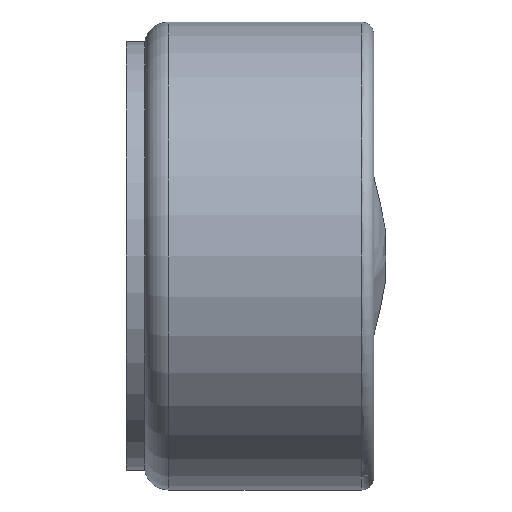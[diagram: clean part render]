
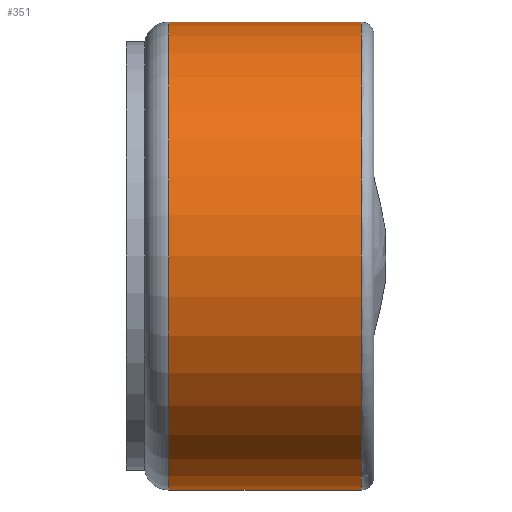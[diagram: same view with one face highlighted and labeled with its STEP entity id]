
A CAD part, left-side view. The second image highlights one B-rep face of the part: STEP entity #351.
In plain terms, the highlighted cylindrical face has radius 4.85 mm (diameter 9.7 mm), a partial arc.
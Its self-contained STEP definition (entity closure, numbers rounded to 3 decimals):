
#156 = EDGE_CURVE ( 'NONE', #202, #167, #1061, .T. ) ;
#167 = VERTEX_POINT ( 'NONE', #1095 ) ;
#170 = VERTEX_POINT ( 'NONE', #1089 ) ;
#187 = EDGE_CURVE ( 'NONE', #203, #170, #1166, .T. ) ;
#202 = VERTEX_POINT ( 'NONE', #1181 ) ;
#203 = VERTEX_POINT ( 'NONE', #1180 ) ;
#351 = ADVANCED_FACE ( 'NONE', ( #1474 ), #1520, .T. ) ;
#352 = ORIENTED_EDGE ( 'NONE', *, *, #187, .F. ) ;
#371 = ORIENTED_EDGE ( 'NONE', *, *, #372, .T. ) ;
#372 = EDGE_CURVE ( 'NONE', #203, #202, #1534, .T. ) ;
#373 = ORIENTED_EDGE ( 'NONE', *, *, #156, .T. ) ;
#374 = ORIENTED_EDGE ( 'NONE', *, *, #375, .T. ) ;
#375 = EDGE_CURVE ( 'NONE', #167, #170, #1528, .T. ) ;
#418 = EDGE_LOOP ( 'NONE', ( #352, #371, #373, #374 ) ) ;
#1058 = DIRECTION ( 'NONE',  ( 0., -1., 0. ) ) ;
#1059 = VECTOR ( 'NONE', #1058, 1000. ) ;
#1060 = CARTESIAN_POINT ( 'NONE',  ( 0., 5., -4.85 ) ) ;
#1061 = LINE ( 'NONE', #1060, #1059 ) ;
#1089 = CARTESIAN_POINT ( 'NONE',  ( 0., 0.508, 4.85 ) ) ;
#1095 = CARTESIAN_POINT ( 'NONE',  ( 0., 0.508, -4.85 ) ) ;
#1163 = DIRECTION ( 'NONE',  ( 0., -1., 0. ) ) ;
#1164 = VECTOR ( 'NONE', #1163, 1000. ) ;
#1165 = CARTESIAN_POINT ( 'NONE',  ( 0., 5., 4.85 ) ) ;
#1166 = LINE ( 'NONE', #1165, #1164 ) ;
#1180 = CARTESIAN_POINT ( 'NONE',  ( 0., 4.503, 4.85 ) ) ;
#1181 = CARTESIAN_POINT ( 'NONE',  ( 0., 4.503, -4.85 ) ) ;
#1474 = FACE_OUTER_BOUND ( 'NONE', #418, .T. ) ;
#1515 = DIRECTION ( 'NONE',  ( 0., 0., -1. ) ) ;
#1516 = DIRECTION ( 'NONE',  ( 0., -1., 0. ) ) ;
#1517 = CARTESIAN_POINT ( 'NONE',  ( 0., 5., 0. ) ) ;
#1518 = AXIS2_PLACEMENT_3D ( 'NONE', #1517, #1516, #1515 ) ;
#1520 = CYLINDRICAL_SURFACE ( 'NONE', #1518, 4.85 ) ;
#1524 = DIRECTION ( 'NONE',  ( 0., 0., 1. ) ) ;
#1525 = DIRECTION ( 'NONE',  ( 0., 1., 0. ) ) ;
#1526 = CARTESIAN_POINT ( 'NONE',  ( 0., 0.508, 0. ) ) ;
#1527 = AXIS2_PLACEMENT_3D ( 'NONE', #1526, #1525, #1524 ) ;
#1528 = CIRCLE ( 'NONE', #1527, 4.85 ) ;
#1530 = DIRECTION ( 'NONE',  ( 0., 0., 1. ) ) ;
#1531 = DIRECTION ( 'NONE',  ( 0., -1., 0. ) ) ;
#1532 = CARTESIAN_POINT ( 'NONE',  ( 0., 4.503, 0. ) ) ;
#1533 = AXIS2_PLACEMENT_3D ( 'NONE', #1532, #1531, #1530 ) ;
#1534 = CIRCLE ( 'NONE', #1533, 4.85 ) ;
